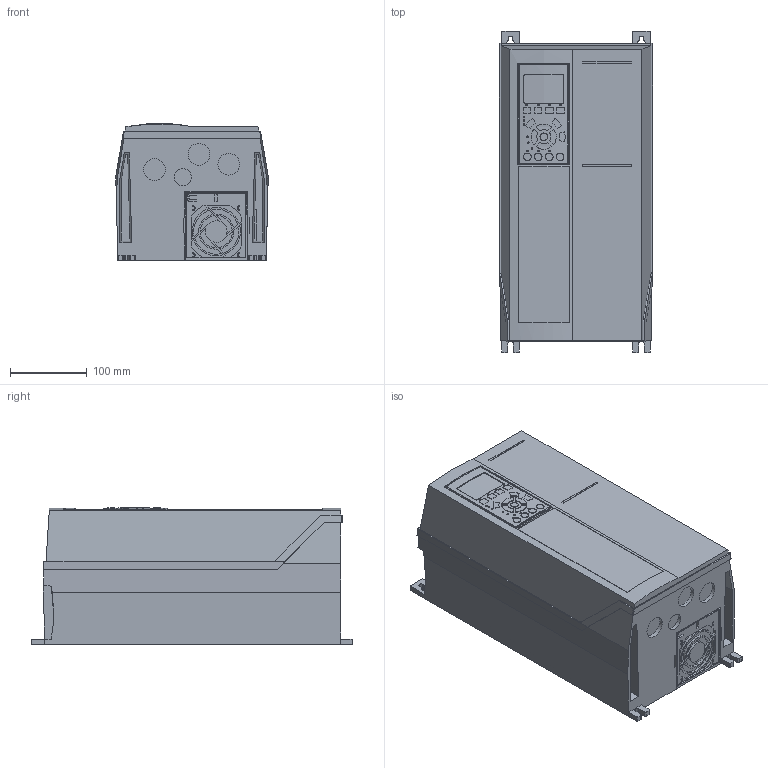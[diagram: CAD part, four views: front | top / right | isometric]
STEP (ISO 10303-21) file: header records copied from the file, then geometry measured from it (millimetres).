
FILE_DESCRIPTION((''),'2;1');
FILE_NAME('MCAD-FC-A4-IP55-66','2020-10-13T',('U382211'),('Danfoss Power Electronics'),'CREO PARAMETRIC BY PTC INC, 2018070','CREO PARAMETRIC BY PTC INC, 2018070','');
FILE_SCHEMA(('CONFIG_CONTROL_DESIGN','GEOMETRIC_VALIDATION_PROPERTIES_MIM'));
Length unit declared in the file: millimetre
Products named in the file (1): MCAD-FC-A4-IP55-66
Bounding box: 200 x 419.95 x 178.62 mm (x, y, z)
Volume: 10971679.8 mm3; surface area: 588410.7 mm2
Topology: 1 solids, 1 shells, 846 faces, 2455 edges, 1673 vertices
Faces by surface type: plane 522, cylinder 245, extrusion 78, bspline 1
Entity records: 36156 total; most frequent: CARTESIAN_POINT 12430, ORIENTED_EDGE 4910, DIRECTION 4222, EDGE_CURVE 2455, VECTOR 1734, VERTEX_POINT 1673, LINE 1656, COLOUR_RGB 1325
